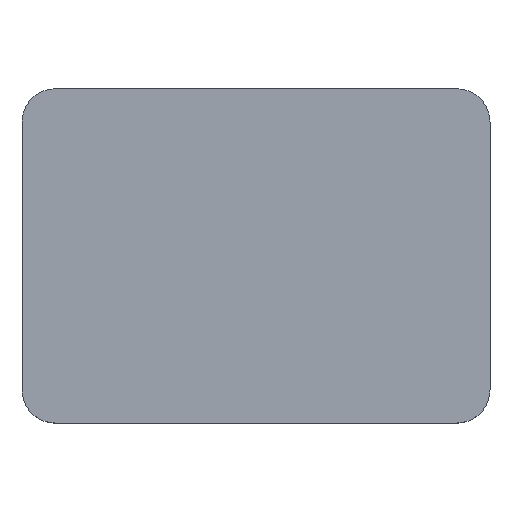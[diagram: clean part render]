
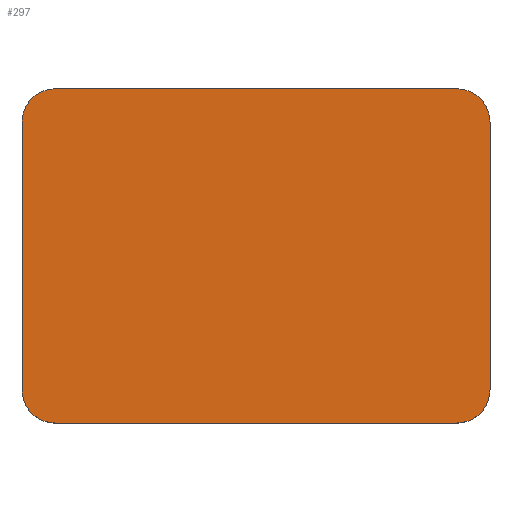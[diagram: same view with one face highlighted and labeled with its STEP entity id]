
A CAD part, top view. The second image highlights one B-rep face of the part: STEP entity #297.
In plain terms, the highlighted planar face has unit normal (0, 0, 1).
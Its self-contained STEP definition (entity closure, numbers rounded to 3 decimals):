
#28=PLANE('',#338);
#45=FACE_OUTER_BOUND('',#64,.T.);
#64=EDGE_LOOP('',(#268,#269,#270,#271,#272,#273,#274,#275));
#83=LINE('',#478,#112);
#86=LINE('',#486,#115);
#89=LINE('',#494,#118);
#92=LINE('',#502,#121);
#112=VECTOR('',#389,10.);
#115=VECTOR('',#398,10.);
#118=VECTOR('',#407,10.);
#121=VECTOR('',#416,10.);
#129=CIRCLE('',#328,0.5);
#130=CIRCLE('',#331,0.5);
#131=CIRCLE('',#334,0.5);
#132=CIRCLE('',#337,0.5);
#151=VERTEX_POINT('',#475);
#152=VERTEX_POINT('',#477);
#153=VERTEX_POINT('',#481);
#154=VERTEX_POINT('',#485);
#155=VERTEX_POINT('',#489);
#156=VERTEX_POINT('',#493);
#157=VERTEX_POINT('',#497);
#158=VERTEX_POINT('',#501);
#183=EDGE_CURVE('',#152,#151,#83,.T.);
#185=EDGE_CURVE('',#153,#152,#129,.T.);
#187=EDGE_CURVE('',#154,#153,#86,.T.);
#189=EDGE_CURVE('',#155,#154,#130,.T.);
#191=EDGE_CURVE('',#156,#155,#89,.T.);
#193=EDGE_CURVE('',#157,#156,#131,.T.);
#195=EDGE_CURVE('',#158,#157,#92,.T.);
#197=EDGE_CURVE('',#151,#158,#132,.T.);
#268=ORIENTED_EDGE('',*,*,#197,.T.);
#269=ORIENTED_EDGE('',*,*,#195,.T.);
#270=ORIENTED_EDGE('',*,*,#193,.T.);
#271=ORIENTED_EDGE('',*,*,#191,.T.);
#272=ORIENTED_EDGE('',*,*,#189,.T.);
#273=ORIENTED_EDGE('',*,*,#187,.T.);
#274=ORIENTED_EDGE('',*,*,#185,.T.);
#275=ORIENTED_EDGE('',*,*,#183,.T.);
#297=ADVANCED_FACE('',(#45),#28,.T.);
#328=AXIS2_PLACEMENT_3D('',#482,#393,#394);
#331=AXIS2_PLACEMENT_3D('',#490,#402,#403);
#334=AXIS2_PLACEMENT_3D('',#498,#411,#412);
#337=AXIS2_PLACEMENT_3D('',#505,#420,#421);
#338=AXIS2_PLACEMENT_3D('',#506,#422,#423);
#389=DIRECTION('',(0.,-1.,0.));
#393=DIRECTION('center_axis',(0.,0.,
1.));
#394=DIRECTION('ref_axis',(0.,1.,0.));
#398=DIRECTION('',(-1.,0.,0.));
#402=DIRECTION('center_axis',(0.,0.,
1.));
#403=DIRECTION('ref_axis',(1.,0.,0.));
#407=DIRECTION('',(0.,1.,0.));
#411=DIRECTION('center_axis',(0.,0.,
1.));
#412=DIRECTION('ref_axis',(0.,-1.,0.));
#416=DIRECTION('',(1.,0.,0.));
#420=DIRECTION('center_axis',(0.,0.,
1.));
#421=DIRECTION('ref_axis',(-1.,0.,0.));
#422=DIRECTION('center_axis',(0.,0.,
1.));
#423=DIRECTION('ref_axis',(-1.,0.,0.));
#475=CARTESIAN_POINT('',(53.148,71.67,-31.905));
#477=CARTESIAN_POINT('',(53.148,75.67,-31.905));
#478=CARTESIAN_POINT('',(53.148,75.67,-31.905));
#481=CARTESIAN_POINT('',(53.648,76.17,-31.905));
#482=CARTESIAN_POINT('Origin',(53.648,75.67,-31.905));
#485=CARTESIAN_POINT('',(59.648,76.17,-31.905));
#486=CARTESIAN_POINT('',(59.648,76.17,-31.905));
#489=CARTESIAN_POINT('',(60.148,75.67,-31.905));
#490=CARTESIAN_POINT('Origin',(59.648,75.67,-31.905));
#493=CARTESIAN_POINT('',(60.148,71.67,-31.905));
#494=CARTESIAN_POINT('',(60.148,71.67,-31.905));
#497=CARTESIAN_POINT('',(59.648,71.17,-31.905));
#498=CARTESIAN_POINT('Origin',(59.648,71.67,-31.905));
#501=CARTESIAN_POINT('',(53.648,71.17,-31.905));
#502=CARTESIAN_POINT('',(53.648,71.17,-31.905));
#505=CARTESIAN_POINT('Origin',(53.648,71.67,-31.905));
#506=CARTESIAN_POINT('Origin',(56.648,73.67,-31.905));
